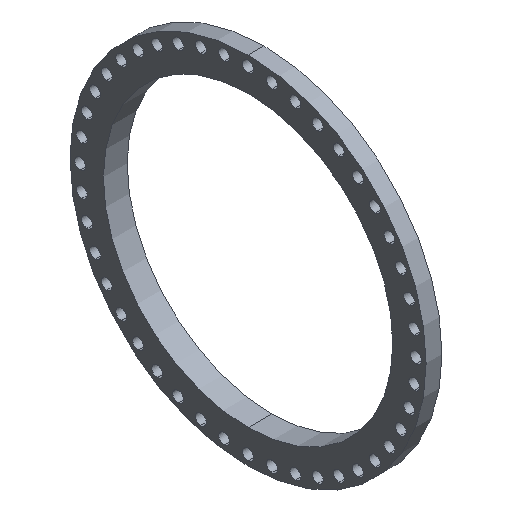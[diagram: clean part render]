
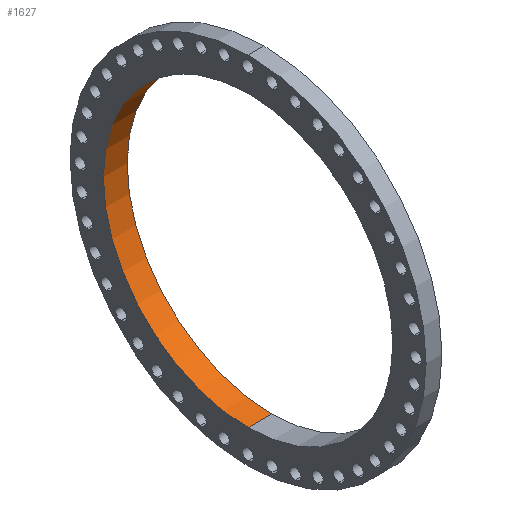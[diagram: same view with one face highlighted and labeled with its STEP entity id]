
A CAD part, isometric view. The second image highlights one B-rep face of the part: STEP entity #1627.
In plain terms, the highlighted cylindrical face has radius 637.381 mm (diameter 1274.76 mm), a partial arc.
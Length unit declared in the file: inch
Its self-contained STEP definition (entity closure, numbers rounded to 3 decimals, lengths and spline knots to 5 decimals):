
#6 = CIRCLE ( 'NONE', #2765, 25.09375 ) ;
#133 = VERTEX_POINT ( 'NONE', #3572 ) ;
#255 = CARTESIAN_POINT ( 'NONE',  ( 0., 0., 25.09375 ) ) ;
#553 = ORIENTED_EDGE ( 'NONE', *, *, #3076, .F. ) ;
#741 = CIRCLE ( 'NONE', #2732, 25.09375 ) ;
#832 = CARTESIAN_POINT ( 'NONE',  ( 0., 0., 0. ) ) ;
#834 = ORIENTED_EDGE ( 'NONE', *, *, #2177, .F. ) ;
#836 = ORIENTED_EDGE ( 'NONE', *, *, #1176, .T. ) ;
#915 = VECTOR ( 'NONE', #1800, 39.37008 ) ;
#1090 = DIRECTION ( 'NONE',  ( -1., 0., 0. ) ) ;
#1135 = CARTESIAN_POINT ( 'NONE',  ( 3.98736, 0., 25.09375 ) ) ;
#1176 = EDGE_CURVE ( 'NONE', #2463, #133, #3388, .T. ) ;
#1440 = AXIS2_PLACEMENT_3D ( 'NONE', #832, #1090, #1915 ) ;
#1498 = VECTOR ( 'NONE', #3112, 39.37008 ) ;
#1522 = DIRECTION ( 'NONE',  ( 0., 0., 1. ) ) ;
#1565 = LINE ( 'NONE', #1585, #915 ) ;
#1583 = DIRECTION ( 'NONE',  ( -1., 0., 0. ) ) ;
#1585 = CARTESIAN_POINT ( 'NONE',  ( 0., 0., -25.09375 ) ) ;
#1627 = ADVANCED_FACE ( 'NONE', ( #3603 ), #2801, .F. ) ;
#1800 = DIRECTION ( 'NONE',  ( -1., 0., 0. ) ) ;
#1862 = EDGE_CURVE ( 'NONE', #133, #3302, #741, .T. ) ;
#1915 = DIRECTION ( 'NONE',  ( 0., 0., 1. ) ) ;
#1929 = CARTESIAN_POINT ( 'NONE',  ( -0.13764, 0., -25.09375 ) ) ;
#2120 = CARTESIAN_POINT ( 'NONE',  ( 3.98736, 0., -25.09375 ) ) ;
#2177 = EDGE_CURVE ( 'NONE', #2463, #2341, #6, .T. ) ;
#2339 = EDGE_LOOP ( 'NONE', ( #553, #834, #836, #3153 ) ) ;
#2341 = VERTEX_POINT ( 'NONE', #2120 ) ;
#2421 = CARTESIAN_POINT ( 'NONE',  ( -0.13764, 0., 0. ) ) ;
#2463 = VERTEX_POINT ( 'NONE', #1135 ) ;
#2548 = CARTESIAN_POINT ( 'NONE',  ( 3.98736, 0., 0. ) ) ;
#2732 = AXIS2_PLACEMENT_3D ( 'NONE', #2421, #1583, #1522 ) ;
#2765 = AXIS2_PLACEMENT_3D ( 'NONE', #2548, #2878, #3396 ) ;
#2801 = CYLINDRICAL_SURFACE ( 'NONE', #1440, 25.09375 ) ;
#2878 = DIRECTION ( 'NONE',  ( -1., 0., 0. ) ) ;
#3076 = EDGE_CURVE ( 'NONE', #2341, #3302, #1565, .T. ) ;
#3112 = DIRECTION ( 'NONE',  ( -1., 0., 0. ) ) ;
#3153 = ORIENTED_EDGE ( 'NONE', *, *, #1862, .T. ) ;
#3302 = VERTEX_POINT ( 'NONE', #1929 ) ;
#3388 = LINE ( 'NONE', #255, #1498 ) ;
#3396 = DIRECTION ( 'NONE',  ( 0., 0., 1. ) ) ;
#3572 = CARTESIAN_POINT ( 'NONE',  ( -0.13764, 0., 25.09375 ) ) ;
#3603 = FACE_OUTER_BOUND ( 'NONE', #2339, .T. ) ;
